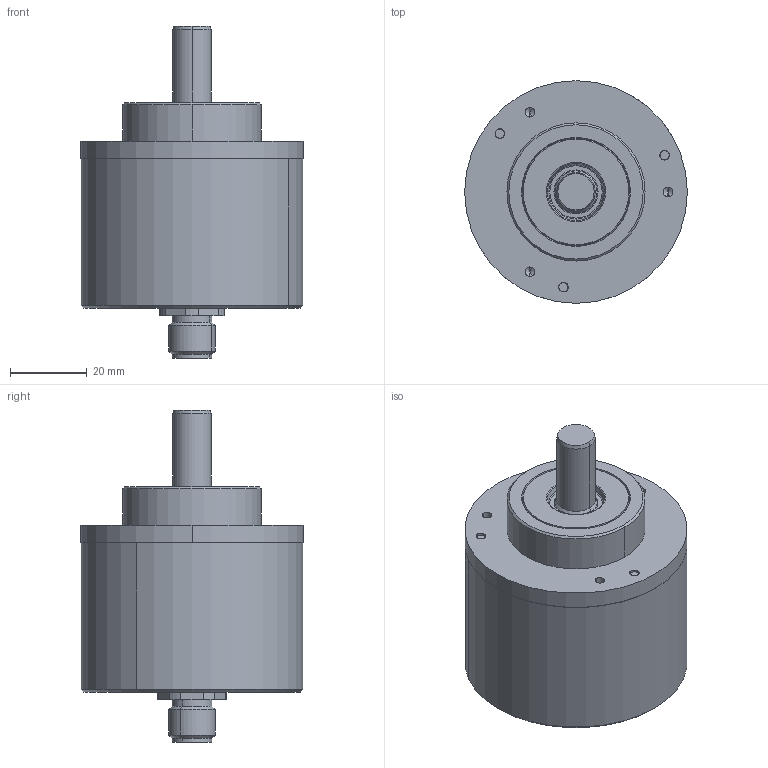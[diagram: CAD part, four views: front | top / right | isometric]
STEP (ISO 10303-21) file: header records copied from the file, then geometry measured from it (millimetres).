
FILE_DESCRIPTION((''),'2;1');
FILE_NAME('674610','2010-11-10T',('se2802'),(''),'PRO/ENGINEER BY PARAMETRIC TECHNOLOGY CORPORATION, 2010180','PRO/ENGINEER BY PARAMETRIC TECHNOLOGY CORPORATION, 2010180','');
FILE_SCHEMA(('CONFIG_CONTROL_DESIGN'));
Length unit declared in the file: millimetre
Products named in the file (1): 674610
Bounding box: 58 x 58 x 86.5 mm (x, y, z)
Volume: 125500.9 mm3; surface area: 18025 mm2
Topology: 1 solids, 2 shells, 823 faces, 2220 edges, 1471 vertices
Faces by surface type: extrusion 324, plane 265, cylinder 176, cone 30, torus 22, sphere 6
Entity records: 29975 total; most frequent: CARTESIAN_POINT 10405, ORIENTED_EDGE 4428, DIRECTION 3198, EDGE_CURVE 2214, VERTEX_POINT 1471, VECTOR 1252, B_SPLINE_CURVE_WITH_KNOTS 1136, AXIS2_PLACEMENT_3D 973
